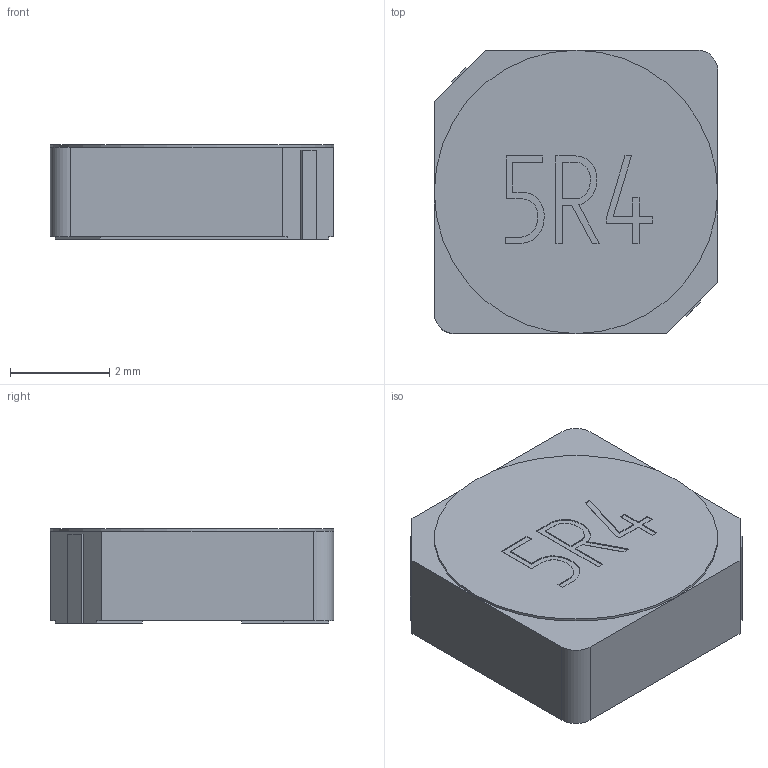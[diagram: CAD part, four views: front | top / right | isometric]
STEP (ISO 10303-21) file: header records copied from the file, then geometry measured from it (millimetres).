
FILE_DESCRIPTION(/* description */ ('Unknown'),/* implementation_level */ '2;1');
FILE_NAME(/* name */ 'HM66-40XXXLF',/* time_stamp */ '2021-12-03T17:41:20+08:00',/* author */ ('Unknown'),/* organization */ ('Unknown'),/* preprocessor_version */ 'ST-DEVELOPER v16.7',/* originating_system */ 'Solid Edge',/* authorisation */ 'Unknown');
FILE_SCHEMA (('AUTOMOTIVE_DESIGN {1 0 10303 214 3 1 1}'));
Length unit declared in the file: millimetre
Products named in the file (1): HM66-40XXXLF
Bounding box: 5.7 x 5.7 x 1.9 mm (x, y, z)
Volume: 58.6 mm3; surface area: 104 mm2
Topology: 1 solids, 1 shells, 78 faces, 211 edges, 139 vertices
Faces by surface type: plane 67, bspline 6, cylinder 5
Full cylindrical faces by diameter (mm): 5.7 x1
Entity records: 3141 total; most frequent: CARTESIAN_POINT 695, ORIENTED_EDGE 420, DIRECTION 328, EDGE_CURVE 210, LINE 156, VECTOR 156, VERTEX_POINT 139, AXIS2_PLACEMENT_3D 86
